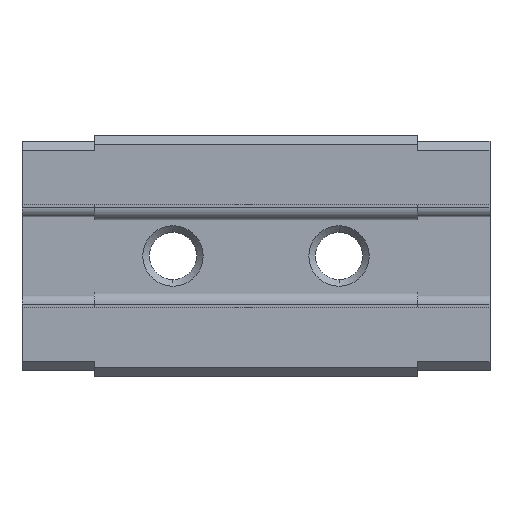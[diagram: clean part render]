
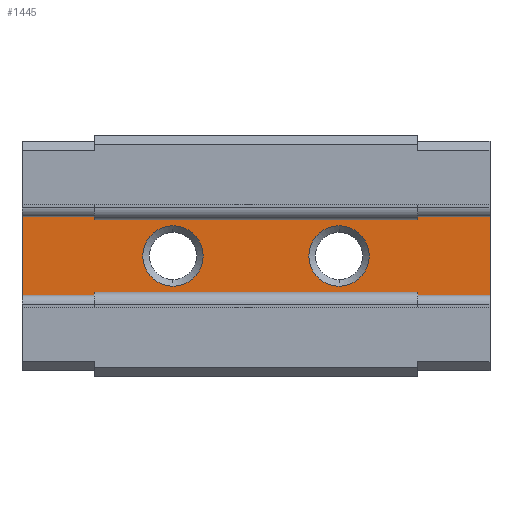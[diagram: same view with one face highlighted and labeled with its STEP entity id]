
A CAD part, front view. The second image highlights one B-rep face of the part: STEP entity #1445.
In plain terms, the highlighted planar face has unit normal (0, -1, 0).
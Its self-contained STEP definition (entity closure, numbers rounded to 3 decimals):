
#31 = CIRCLE ( 'NONE', #939, 1. ) ;
#48 = ORIENTED_EDGE ( 'NONE', *, *, #542, .T. ) ;
#84 = CARTESIAN_POINT ( 'NONE',  ( 2.75, 1.7, -1. ) ) ;
#111 = CARTESIAN_POINT ( 'NONE',  ( -2.75, 1.7, 0. ) ) ;
#119 = DIRECTION ( 'NONE',  ( 0., 1., 0. ) ) ;
#195 = FACE_BOUND ( 'NONE', #1947, .T. ) ;
#197 = CARTESIAN_POINT ( 'NONE',  ( -7.75, 1.7, 0. ) ) ;
#226 = EDGE_CURVE ( 'NONE', #767, #754, #859, .T. ) ;
#229 = VERTEX_POINT ( 'NONE', #319 ) ;
#241 = AXIS2_PLACEMENT_3D ( 'NONE', #1132, #422, #565 ) ;
#289 = CIRCLE ( 'NONE', #2236, 1. ) ;
#319 = CARTESIAN_POINT ( 'NONE',  ( 2.75, 1.7, 1. ) ) ;
#358 = VERTEX_POINT ( 'NONE', #903 ) ;
#370 = VERTEX_POINT ( 'NONE', #1078 ) ;
#422 = DIRECTION ( 'NONE',  ( 0., -1., 0. ) ) ;
#444 = VERTEX_POINT ( 'NONE', #2025 ) ;
#469 = CARTESIAN_POINT ( 'NONE',  ( 7.75, 1.7, -1.45 ) ) ;
#514 = VECTOR ( 'NONE', #1631, 1000. ) ;
#537 = CARTESIAN_POINT ( 'NONE',  ( 2.75, 1.7, 0. ) ) ;
#542 = EDGE_CURVE ( 'NONE', #754, #767, #862, .T. ) ;
#565 = DIRECTION ( 'NONE',  ( 0., 0., -1. ) ) ;
#582 = VECTOR ( 'NONE', #649, 1000. ) ;
#643 = EDGE_CURVE ( 'NONE', #444, #1608, #1275, .T. ) ;
#649 = DIRECTION ( 'NONE',  ( -1., 0., 0. ) ) ;
#653 = ORIENTED_EDGE ( 'NONE', *, *, #751, .T. ) ;
#679 = EDGE_LOOP ( 'NONE', ( #2104, #1062, #2223, #1138 ) ) ;
#751 = EDGE_CURVE ( 'NONE', #1548, #229, #31, .T. ) ;
#754 = VERTEX_POINT ( 'NONE', #1692 ) ;
#767 = VERTEX_POINT ( 'NONE', #1137 ) ;
#793 = FACE_BOUND ( 'NONE', #1792, .T. ) ;
#797 = LINE ( 'NONE', #2293, #582 ) ;
#841 = DIRECTION ( 'NONE',  ( 1., 0., 0. ) ) ;
#859 = CIRCLE ( 'NONE', #1537, 1. ) ;
#862 = CIRCLE ( 'NONE', #937, 1. ) ;
#903 = CARTESIAN_POINT ( 'NONE',  ( -7.75, 1.7, -1.45 ) ) ;
#916 = ORIENTED_EDGE ( 'NONE', *, *, #226, .T. ) ;
#937 = AXIS2_PLACEMENT_3D ( 'NONE', #111, #1493, #2265 ) ;
#939 = AXIS2_PLACEMENT_3D ( 'NONE', #537, #1090, #1818 ) ;
#962 = PLANE ( 'NONE',  #241 ) ;
#1062 = ORIENTED_EDGE ( 'NONE', *, *, #1816, .T. ) ;
#1078 = CARTESIAN_POINT ( 'NONE',  ( -7.75, 1.7, 1.5 ) ) ;
#1090 = DIRECTION ( 'NONE',  ( 0., 1., 0. ) ) ;
#1132 = CARTESIAN_POINT ( 'NONE',  ( 7.75, 1.7, -1.45 ) ) ;
#1137 = CARTESIAN_POINT ( 'NONE',  ( -2.75, 1.7, 1. ) ) ;
#1138 = ORIENTED_EDGE ( 'NONE', *, *, #1577, .T. ) ;
#1196 = CARTESIAN_POINT ( 'NONE',  ( 2.75, 1.7, 0. ) ) ;
#1201 = VECTOR ( 'NONE', #1653, 1000. ) ;
#1275 = LINE ( 'NONE', #2186, #514 ) ;
#1350 = LINE ( 'NONE', #469, #1733 ) ;
#1445 = ADVANCED_FACE ( 'NONE', ( #793, #195, #2252 ), #962, .T. ) ;
#1493 = DIRECTION ( 'NONE',  ( 0., 1., 0. ) ) ;
#1537 = AXIS2_PLACEMENT_3D ( 'NONE', #1974, #1930, #1787 ) ;
#1548 = VERTEX_POINT ( 'NONE', #84 ) ;
#1564 = DIRECTION ( 'NONE',  ( 0., 0., -1. ) ) ;
#1577 = EDGE_CURVE ( 'NONE', #358, #1608, #1350, .T. ) ;
#1608 = VERTEX_POINT ( 'NONE', #1736 ) ;
#1631 = DIRECTION ( 'NONE',  ( 0., 0., -1. ) ) ;
#1634 = EDGE_CURVE ( 'NONE', #229, #1548, #289, .T. ) ;
#1653 = DIRECTION ( 'NONE',  ( 0., 0., -1. ) ) ;
#1692 = CARTESIAN_POINT ( 'NONE',  ( -2.75, 1.7, -1. ) ) ;
#1698 = EDGE_CURVE ( 'NONE', #370, #358, #2234, .T. ) ;
#1733 = VECTOR ( 'NONE', #841, 1000. ) ;
#1736 = CARTESIAN_POINT ( 'NONE',  ( 7.75, 1.7, -1.45 ) ) ;
#1787 = DIRECTION ( 'NONE',  ( 0., 0., -1. ) ) ;
#1792 = EDGE_LOOP ( 'NONE', ( #48, #916 ) ) ;
#1816 = EDGE_CURVE ( 'NONE', #444, #370, #797, .T. ) ;
#1818 = DIRECTION ( 'NONE',  ( 0., 0., -1. ) ) ;
#1862 = ORIENTED_EDGE ( 'NONE', *, *, #1634, .T. ) ;
#1930 = DIRECTION ( 'NONE',  ( 0., 1., 0. ) ) ;
#1947 = EDGE_LOOP ( 'NONE', ( #653, #1862 ) ) ;
#1974 = CARTESIAN_POINT ( 'NONE',  ( -2.75, 1.7, 0. ) ) ;
#2025 = CARTESIAN_POINT ( 'NONE',  ( 7.75, 1.7, 1.5 ) ) ;
#2104 = ORIENTED_EDGE ( 'NONE', *, *, #643, .F. ) ;
#2186 = CARTESIAN_POINT ( 'NONE',  ( 7.75, 1.7, 0. ) ) ;
#2223 = ORIENTED_EDGE ( 'NONE', *, *, #1698, .T. ) ;
#2234 = LINE ( 'NONE', #197, #1201 ) ;
#2236 = AXIS2_PLACEMENT_3D ( 'NONE', #1196, #119, #1564 ) ;
#2252 = FACE_OUTER_BOUND ( 'NONE', #679, .T. ) ;
#2265 = DIRECTION ( 'NONE',  ( 0., 0., -1. ) ) ;
#2293 = CARTESIAN_POINT ( 'NONE',  ( 7.75, 1.7, 1.5 ) ) ;
